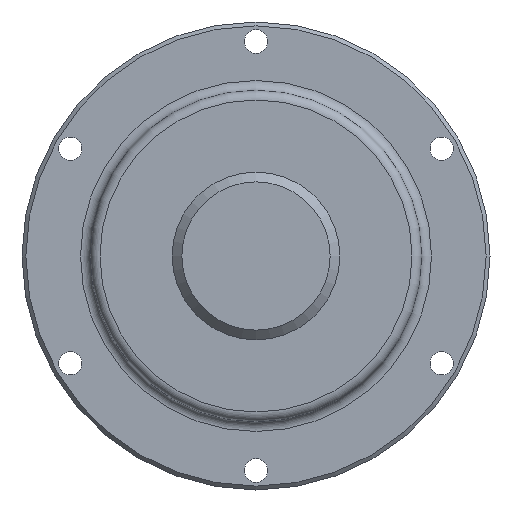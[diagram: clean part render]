
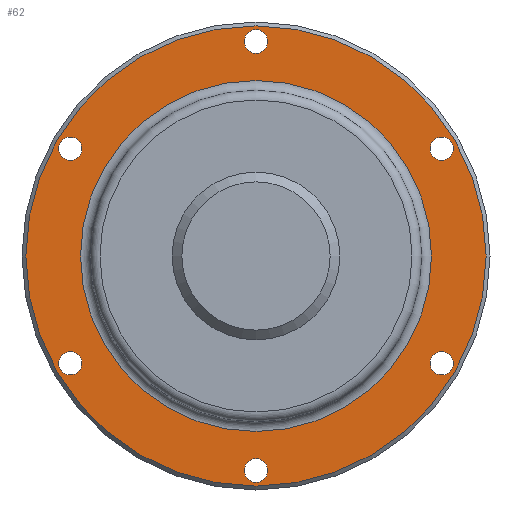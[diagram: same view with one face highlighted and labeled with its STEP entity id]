
A CAD part, left-side view. The second image highlights one B-rep face of the part: STEP entity #62.
In plain terms, the highlighted planar face has unit normal (-1, 0, 0).
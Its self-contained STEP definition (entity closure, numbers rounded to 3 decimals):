
#62=ADVANCED_FACE('',(#407,#409,#411,#413,#415,#417,#419,#421),#423,.T.);
#407=FACE_BOUND('',#408,.T.);
#408=EDGE_LOOP('',(#735));
#409=FACE_BOUND('',#410,.T.);
#410=EDGE_LOOP('',(#736));
#411=FACE_BOUND('',#412,.T.);
#412=EDGE_LOOP('',(#737));
#413=FACE_BOUND('',#414,.T.);
#414=EDGE_LOOP('',(#738));
#415=FACE_BOUND('',#416,.T.);
#416=EDGE_LOOP('',(#739));
#417=FACE_BOUND('',#418,.T.);
#418=EDGE_LOOP('',(#740));
#419=FACE_BOUND('',#420,.T.);
#420=EDGE_LOOP('',(#741));
#421=FACE_BOUND('',#422,.T.);
#422=EDGE_LOOP('',(#742));
#423=PLANE('',#424);
#424=AXIS2_PLACEMENT_3D('',#425,#426,#427);
#425=CARTESIAN_POINT('',(104.6,0.,0.));
#426=DIRECTION('',(-1.,0.,0.));
#427=DIRECTION('',(0.,0.,1.));
#735=ORIENTED_EDGE('',*,*,#859,.T.);
#736=ORIENTED_EDGE('',*,*,#860,.T.);
#737=ORIENTED_EDGE('',*,*,#861,.T.);
#738=ORIENTED_EDGE('',*,*,#862,.T.);
#739=ORIENTED_EDGE('',*,*,#863,.T.);
#740=ORIENTED_EDGE('',*,*,#864,.T.);
#741=ORIENTED_EDGE('',*,*,#865,.T.);
#742=ORIENTED_EDGE('',*,*,#866,.F.);
#859=EDGE_CURVE('',#929,#929,#930,.T.);
#860=EDGE_CURVE('',#931,#931,#932,.F.);
#861=EDGE_CURVE('',#933,#933,#934,.F.);
#862=EDGE_CURVE('',#935,#935,#936,.F.);
#863=EDGE_CURVE('',#937,#937,#938,.F.);
#864=EDGE_CURVE('',#939,#939,#940,.F.);
#865=EDGE_CURVE('',#941,#941,#942,.F.);
#866=EDGE_CURVE('',#943,#943,#944,.T.);
#929=VERTEX_POINT('',#1069);
#930=CIRCLE('',#1070,118.);
#931=VERTEX_POINT('',#1074);
#932=CIRCLE('',#1075,6.);
#933=VERTEX_POINT('',#1079);
#934=CIRCLE('',#1080,6.);
#935=VERTEX_POINT('',#1084);
#936=CIRCLE('',#1085,6.);
#937=VERTEX_POINT('',#1089);
#938=CIRCLE('',#1090,6.);
#939=VERTEX_POINT('',#1094);
#940=CIRCLE('',#1095,6.);
#941=VERTEX_POINT('',#1099);
#942=CIRCLE('',#1100,6.);
#943=VERTEX_POINT('',#1104);
#944=CIRCLE('',#1105,90.);
#1069=CARTESIAN_POINT('',(104.6,0.,118.));
#1070=AXIS2_PLACEMENT_3D('',#1071,#1072,#1073);
#1071=CARTESIAN_POINT('',(104.6,0.,0.));
#1072=DIRECTION('',(-1.,0.,0.));
#1073=DIRECTION('',(0.,0.,1.));
#1074=CARTESIAN_POINT('',(104.6,-6.,110.));
#1075=AXIS2_PLACEMENT_3D('',#1076,#1077,#1078);
#1076=CARTESIAN_POINT('',(104.6,0.,110.));
#1077=DIRECTION('',(-1.,0.,0.));
#1078=DIRECTION('',(0.,-1.,0.));
#1079=CARTESIAN_POINT('',(104.6,-101.263,55.));
#1080=AXIS2_PLACEMENT_3D('',#1081,#1082,#1083);
#1081=CARTESIAN_POINT('',(104.6,-95.263,55.));
#1082=DIRECTION('',(-1.,0.,0.));
#1083=DIRECTION('',(0.,-1.,0.));
#1084=CARTESIAN_POINT('',(104.6,89.263,55.));
#1085=AXIS2_PLACEMENT_3D('',#1086,#1087,#1088);
#1086=CARTESIAN_POINT('',(104.6,95.263,55.));
#1087=DIRECTION('',(-1.,0.,0.));
#1088=DIRECTION('',(0.,-1.,0.));
#1089=CARTESIAN_POINT('',(104.6,-6.,-110.));
#1090=AXIS2_PLACEMENT_3D('',#1091,#1092,#1093);
#1091=CARTESIAN_POINT('',(104.6,0.,-110.));
#1092=DIRECTION('',(-1.,0.,0.));
#1093=DIRECTION('',(0.,-1.,0.));
#1094=CARTESIAN_POINT('',(104.6,-101.263,-55.));
#1095=AXIS2_PLACEMENT_3D('',#1096,#1097,#1098);
#1096=CARTESIAN_POINT('',(104.6,-95.263,-55.));
#1097=DIRECTION('',(-1.,0.,0.));
#1098=DIRECTION('',(0.,-1.,0.));
#1099=CARTESIAN_POINT('',(104.6,89.263,-55.));
#1100=AXIS2_PLACEMENT_3D('',#1101,#1102,#1103);
#1101=CARTESIAN_POINT('',(104.6,95.263,-55.));
#1102=DIRECTION('',(-1.,0.,0.));
#1103=DIRECTION('',(0.,-1.,0.));
#1104=CARTESIAN_POINT('',(104.6,0.,90.));
#1105=AXIS2_PLACEMENT_3D('',#1106,#1107,#1108);
#1106=CARTESIAN_POINT('',(104.6,0.,0.));
#1107=DIRECTION('',(-1.,0.,0.));
#1108=DIRECTION('',(0.,0.,1.));
